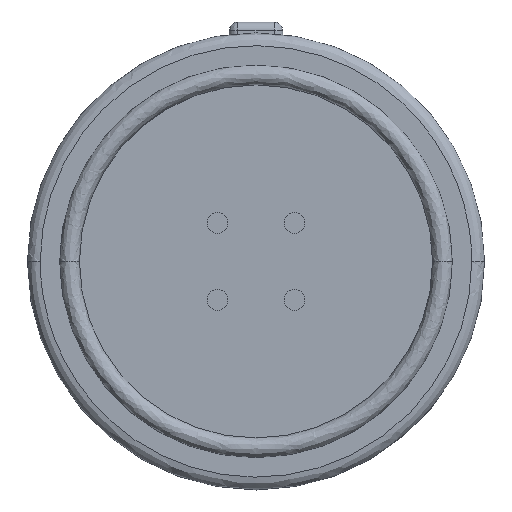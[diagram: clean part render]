
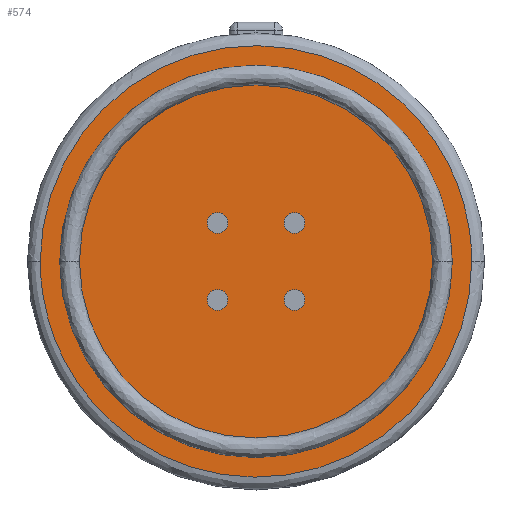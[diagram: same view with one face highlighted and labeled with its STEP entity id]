
A CAD part, front view. The second image highlights one B-rep face of the part: STEP entity #574.
In plain terms, the highlighted planar face has unit normal (0, -1, 0).
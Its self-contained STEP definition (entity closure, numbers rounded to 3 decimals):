
#110 = CARTESIAN_POINT ( 'NONE',  ( 0., 0.23, 0. ) ) ;
#121 = EDGE_LOOP ( 'NONE', ( #1539, #1556 ) ) ;
#133 = AXIS2_PLACEMENT_3D ( 'NONE', #110, #1091, #984 ) ;
#243 = EDGE_CURVE ( 'NONE', #1134, #1613, #1268, .T. ) ;
#574 = ADVANCED_FACE ( 'NONE', ( #1367 ), #911, .F. ) ;
#603 = CARTESIAN_POINT ( 'NONE',  ( -5.034, 0.23, 10.068 ) ) ;
#634 = CARTESIAN_POINT ( 'NONE',  ( -5.034, 0.23, 0. ) ) ;
#911 = PLANE ( 'NONE',  #133 ) ;
#933 = CARTESIAN_POINT ( 'NONE',  ( -5.034, 0.23, -10.068 ) ) ;
#984 = DIRECTION ( 'NONE',  ( 0., 0., 1. ) ) ;
#1038 = CARTESIAN_POINT ( 'NONE',  ( -5.034, 0.23, 0. ) ) ;
#1075 = CARTESIAN_POINT ( 'NONE',  ( -5.034, 0.23, 0. ) ) ;
#1091 = DIRECTION ( 'NONE',  ( 0., 1., 0. ) ) ;
#1134 = VERTEX_POINT ( 'NONE', #634 ) ;
#1268 =( BOUNDED_CURVE ( )  B_SPLINE_CURVE ( 3, ( #1038, #603, #1773, #1322 ),
 .UNSPECIFIED., .F., .T. ) 
 B_SPLINE_CURVE_WITH_KNOTS ( ( 4, 4 ),
 ( 0., 0.5 ),
 .UNSPECIFIED. ) 
 CURVE ( )  GEOMETRIC_REPRESENTATION_ITEM ( )  RATIONAL_B_SPLINE_CURVE ( ( 1., 0.333, 0.333, 1. ) ) 
 REPRESENTATION_ITEM ( '' )  );
#1322 = CARTESIAN_POINT ( 'NONE',  ( 5.034, 0.23, 0. ) ) ;
#1367 = FACE_OUTER_BOUND ( 'NONE', #121, .T. ) ;
#1372 = CARTESIAN_POINT ( 'NONE',  ( 5.034, 0.23, -10.068 ) ) ;
#1479 = EDGE_CURVE ( 'NONE', #1613, #1134, #1789, .T. ) ;
#1539 = ORIENTED_EDGE ( 'NONE', *, *, #243, .F. ) ;
#1556 = ORIENTED_EDGE ( 'NONE', *, *, #1479, .F. ) ;
#1568 = CARTESIAN_POINT ( 'NONE',  ( 5.034, 0.23, 0. ) ) ;
#1613 = VERTEX_POINT ( 'NONE', #1568 ) ;
#1686 = CARTESIAN_POINT ( 'NONE',  ( 5.034, 0.23, 0. ) ) ;
#1773 = CARTESIAN_POINT ( 'NONE',  ( 5.034, 0.23, 10.068 ) ) ;
#1789 =( BOUNDED_CURVE ( )  B_SPLINE_CURVE ( 3, ( #1686, #1372, #933, #1075 ),
 .UNSPECIFIED., .F., .T. ) 
 B_SPLINE_CURVE_WITH_KNOTS ( ( 4, 4 ),
 ( 0.5, 1. ),
 .UNSPECIFIED. ) 
 CURVE ( )  GEOMETRIC_REPRESENTATION_ITEM ( )  RATIONAL_B_SPLINE_CURVE ( ( 1., 0.333, 0.333, 1. ) ) 
 REPRESENTATION_ITEM ( '' )  );
